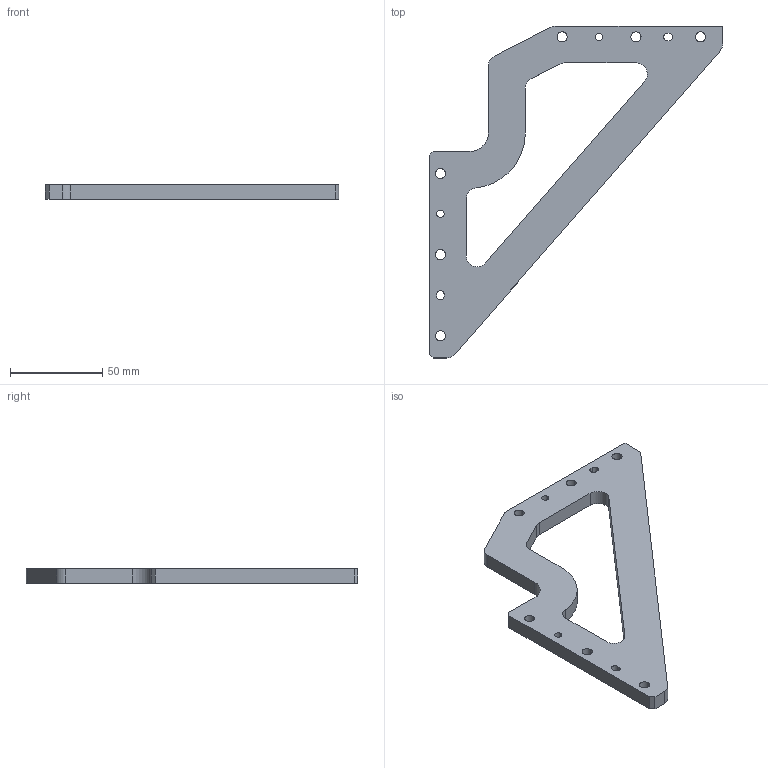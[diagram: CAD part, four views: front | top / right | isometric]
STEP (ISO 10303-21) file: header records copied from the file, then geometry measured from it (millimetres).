
FILE_DESCRIPTION (( 'STEP AP214' ), '1' );
FILE_NAME ('ASM_120_P_10_Jambe_de_force.STEP', '2020-06-04T10:21:45', ( '' ), ( '' ), 'SwSTEP 2.0', 'SolidWorks 2018', '' );
FILE_SCHEMA (( 'AUTOMOTIVE_DESIGN' ));
Length unit declared in the file: millimetre
Products named in the file (1): ASM_120_P_10_Jambe_de_force
Bounding box: 159 x 180 x 8 mm (x, y, z)
Volume: 75409.2 mm3; surface area: 27289.8 mm2
Topology: 1 solids, 1 shells, 53 faces, 153 edges, 102 vertices
Faces by surface type: cylinder 32, plane 21
Entity records: 1849 total; most frequent: DIRECTION 325, CARTESIAN_POINT 309, ORIENTED_EDGE 306, EDGE_CURVE 153, AXIS2_PLACEMENT_3D 118, VERTEX_POINT 102, VECTOR 89, LINE 89
